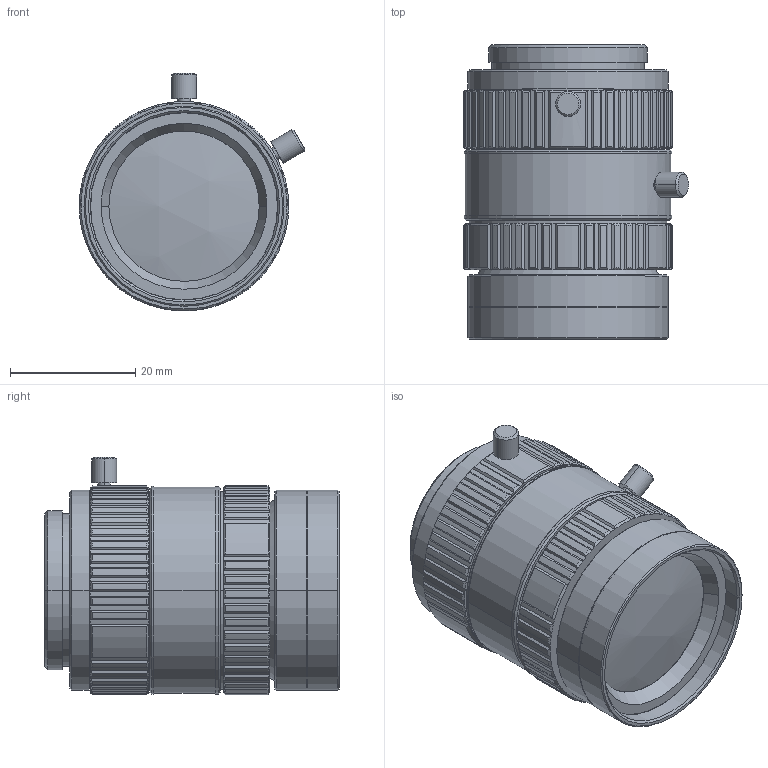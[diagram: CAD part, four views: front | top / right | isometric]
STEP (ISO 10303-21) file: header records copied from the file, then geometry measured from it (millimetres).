
FILE_DESCRIPTION(('STEP AP214'),'1');
FILE_NAME('M3514-MP.stp','2022-10-24T05:33:06',(' '),(' '),'Spatial InterOp 3D',' ',' ');
FILE_SCHEMA(('AUTOMOTIVE_DESIGN { 1 0 10303 214 1 1 1 1 }'));
Length unit declared in the file: metre
Products named in the file (3): M3514-MP; Component1; Component2
Assembly tree (2 placements, depth 2):
  M3514-MP
    Component1
    Component2
Bounding box: 36.05 x 47.09 x 38.04 mm (x, y, z)
Volume: 63902 mm3; surface area: 17226.9 mm2
Topology: 2 solids, 2 shells, 1159 faces, 2628 edges, 1524 vertices
Faces by surface type: cylinder 402, cone 398, plane 355, sphere 4
Entity records: 32961 total; most frequent: DIRECTION 6748, CARTESIAN_POINT 5584, ORIENTED_EDGE 5256, AXIS2_PLACEMENT_3D 2974, EDGE_CURVE 2628, CIRCLE 1812, VERTEX_POINT 1524, EDGE_LOOP 1210
